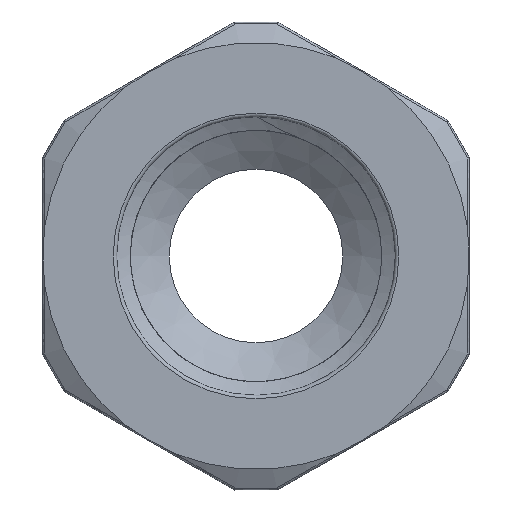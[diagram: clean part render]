
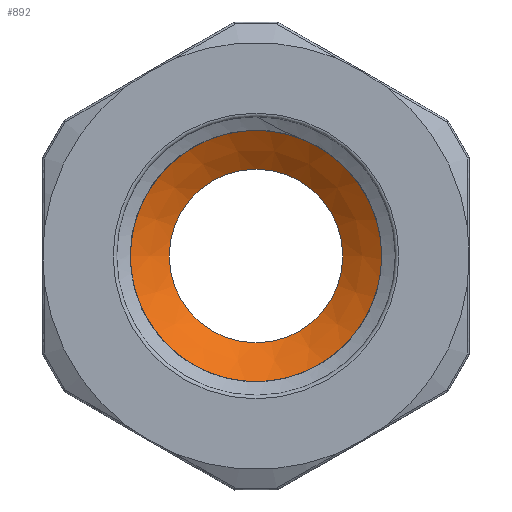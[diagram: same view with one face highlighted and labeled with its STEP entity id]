
A CAD part, left-side view. The second image highlights one B-rep face of the part: STEP entity #892.
In plain terms, the highlighted conical face has half-angle 55.652 degrees and reference radius 5.973 mm.
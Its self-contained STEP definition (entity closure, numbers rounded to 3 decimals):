
#27=FACE_BOUND('',#247,.T.);
#43=CIRCLE('',#957,7.07);
#44=CIRCLE('',#962,7.07);
#47=CIRCLE('',#972,4.875);
#59=CONICAL_SURFACE('',#973,5.973,55.652);
#191=FACE_OUTER_BOUND('',#246,.T.);
#246=EDGE_LOOP('',(#796));
#247=EDGE_LOOP('',(#797,#798));
#419=VERTEX_POINT('',#2886);
#422=VERTEX_POINT('',#3082);
#429=VERTEX_POINT('',#4113);
#545=EDGE_CURVE('',#422,#419,#43,.T.);
#555=EDGE_CURVE('',#419,#422,#44,.T.);
#561=EDGE_CURVE('',#429,#429,#47,.T.);
#796=ORIENTED_EDGE('',*,*,#561,.T.);
#797=ORIENTED_EDGE('',*,*,#555,.F.);
#798=ORIENTED_EDGE('',*,*,#545,.F.);
#892=ADVANCED_FACE('',(#191,#27),#59,.F.);
#957=AXIS2_PLACEMENT_3D('',#3166,#1113,#1114);
#962=AXIS2_PLACEMENT_3D('',#4098,#1126,#1127);
#972=AXIS2_PLACEMENT_3D('',#4114,#1149,#1150);
#973=AXIS2_PLACEMENT_3D('',#4115,#1151,#1152);
#1113=DIRECTION('center_axis',(1.,0.,0.));
#1114=DIRECTION('ref_axis',(0.,0.,-1.));
#1126=DIRECTION('center_axis',(1.,0.,0.));
#1127=DIRECTION('ref_axis',(0.,0.,-1.));
#1149=DIRECTION('center_axis',(1.,0.,0.));
#1150=DIRECTION('ref_axis',(0.,0.,-1.));
#1151=DIRECTION('center_axis',(-1.,0.,0.));
#1152=DIRECTION('ref_axis',(0.,1.,0.));
#2886=CARTESIAN_POINT('',(-4.6,-6.677,-2.325));
#3082=CARTESIAN_POINT('',(-4.6,-7.014,0.886));
#3166=CARTESIAN_POINT('Origin',(-4.6,0.,0.));
#4098=CARTESIAN_POINT('Origin',(-4.6,0.,0.));
#4113=CARTESIAN_POINT('',(-3.1,4.875,0.));
#4114=CARTESIAN_POINT('Origin',(-3.1,0.,0.));
#4115=CARTESIAN_POINT('Origin',(-3.85,0.,0.));
